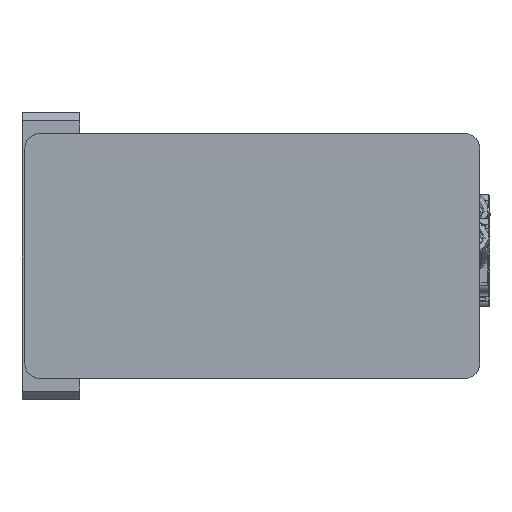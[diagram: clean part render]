
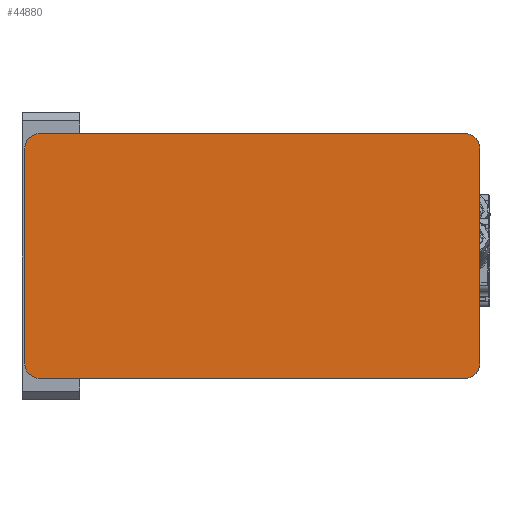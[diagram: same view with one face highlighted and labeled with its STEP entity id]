
A CAD part, front view. The second image highlights one B-rep face of the part: STEP entity #44880.
In plain terms, the highlighted face is planar.
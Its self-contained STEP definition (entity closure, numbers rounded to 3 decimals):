
#622 = CIRCLE ( 'NONE', #39122, 5. ) ;
#1718 = CARTESIAN_POINT ( 'NONE',  ( -42.5, 116., -83. ) ) ;
#1753 = EDGE_CURVE ( 'NONE', #62380, #22059, #65866, .T. ) ;
#2565 = CARTESIAN_POINT ( 'NONE',  ( 42.5, -42., -83. ) ) ;
#7627 = VECTOR ( 'NONE', #13114, 1000. ) ;
#7888 = VERTEX_POINT ( 'NONE', #10689 ) ;
#9174 = CARTESIAN_POINT ( 'NONE',  ( 37.5, 111., -83. ) ) ;
#9620 = CARTESIAN_POINT ( 'NONE',  ( 37.5, -37., -83. ) ) ;
#10689 = CARTESIAN_POINT ( 'NONE',  ( -37.5, 116., -83. ) ) ;
#11232 = DIRECTION ( 'NONE',  ( 0., 0., -1. ) ) ;
#13114 = DIRECTION ( 'NONE',  ( -1., 0., 0. ) ) ;
#14199 = DIRECTION ( 'NONE',  ( -1., 0., 0. ) ) ;
#14544 = EDGE_LOOP ( 'NONE', ( #67267, #71052, #55425, #16868, #52297, #47561, #36507, #36159 ) ) ;
#14573 = DIRECTION ( 'NONE',  ( 0., 0., -1. ) ) ;
#15842 = EDGE_CURVE ( 'NONE', #28720, #7888, #57651, .T. ) ;
#15980 = DIRECTION ( 'NONE',  ( -1., 0., 0. ) ) ;
#16028 = EDGE_CURVE ( 'NONE', #56007, #28720, #65826, .T. ) ;
#16868 = ORIENTED_EDGE ( 'NONE', *, *, #41659, .T. ) ;
#17984 = DIRECTION ( 'NONE',  ( -1., 0., 0. ) ) ;
#18332 = VERTEX_POINT ( 'NONE', #59976 ) ;
#22059 = VERTEX_POINT ( 'NONE', #67357 ) ;
#24859 = DIRECTION ( 'NONE',  ( -1., 0., 0. ) ) ;
#26550 = DIRECTION ( 'NONE',  ( 1., 0., 0. ) ) ;
#28061 = CARTESIAN_POINT ( 'NONE',  ( -42.5, -37., -83. ) ) ;
#28720 = VERTEX_POINT ( 'NONE', #66142 ) ;
#29256 = VECTOR ( 'NONE', #26550, 1000. ) ;
#30323 = LINE ( 'NONE', #1718, #29256 ) ;
#30442 = LINE ( 'NONE', #2565, #7627 ) ;
#33903 = VECTOR ( 'NONE', #48512, 1000. ) ;
#35921 = CARTESIAN_POINT ( 'NONE',  ( 37.5, -42., -83. ) ) ;
#36159 = ORIENTED_EDGE ( 'NONE', *, *, #1753, .T. ) ;
#36482 = PLANE ( 'NONE',  #74480 ) ;
#36507 = ORIENTED_EDGE ( 'NONE', *, *, #69442, .T. ) ;
#38261 = DIRECTION ( 'NONE',  ( 0., 0., -1. ) ) ;
#39122 = AXIS2_PLACEMENT_3D ( 'NONE', #48220, #48981, #24859 ) ;
#39172 = AXIS2_PLACEMENT_3D ( 'NONE', #9620, #38261, #15980 ) ;
#41659 = EDGE_CURVE ( 'NONE', #18332, #56007, #622, .T. ) ;
#42697 = CARTESIAN_POINT ( 'NONE',  ( 42.5, -37., -83. ) ) ;
#43266 = FACE_OUTER_BOUND ( 'NONE', #14544, .T. ) ;
#44880 = ADVANCED_FACE ( 'NONE', ( #43266 ), #36482, .T. ) ;
#46468 = VERTEX_POINT ( 'NONE', #35921 ) ;
#47561 = ORIENTED_EDGE ( 'NONE', *, *, #15842, .T. ) ;
#48220 = CARTESIAN_POINT ( 'NONE',  ( -37.5, -37., -83. ) ) ;
#48512 = DIRECTION ( 'NONE',  ( 0., -1., 0. ) ) ;
#48865 = CARTESIAN_POINT ( 'NONE',  ( -42.5, -42., -83. ) ) ;
#48981 = DIRECTION ( 'NONE',  ( 0., 0., -1. ) ) ;
#49176 = AXIS2_PLACEMENT_3D ( 'NONE', #69619, #11232, #17984 ) ;
#49545 = EDGE_CURVE ( 'NONE', #22059, #58057, #71858, .T. ) ;
#51059 = CARTESIAN_POINT ( 'NONE',  ( 37.5, 116., -83. ) ) ;
#52297 = ORIENTED_EDGE ( 'NONE', *, *, #16028, .T. ) ;
#52417 = CIRCLE ( 'NONE', #39172, 5. ) ;
#55145 = DIRECTION ( 'NONE',  ( -1., 0., 0. ) ) ;
#55425 = ORIENTED_EDGE ( 'NONE', *, *, #67936, .T. ) ;
#55522 = DIRECTION ( 'NONE',  ( 0., 0., -1. ) ) ;
#56007 = VERTEX_POINT ( 'NONE', #28061 ) ;
#57651 = CIRCLE ( 'NONE', #49176, 5. ) ;
#58057 = VERTEX_POINT ( 'NONE', #42697 ) ;
#59976 = CARTESIAN_POINT ( 'NONE',  ( -37.5, -42., -83. ) ) ;
#60180 = DIRECTION ( 'NONE',  ( 0., 1., 0. ) ) ;
#61252 = VECTOR ( 'NONE', #60180, 1000. ) ;
#62380 = VERTEX_POINT ( 'NONE', #51059 ) ;
#65826 = LINE ( 'NONE', #48865, #61252 ) ;
#65853 = CARTESIAN_POINT ( 'NONE',  ( 42.5, 116., -83. ) ) ;
#65866 = CIRCLE ( 'NONE', #73069, 5. ) ;
#66142 = CARTESIAN_POINT ( 'NONE',  ( -42.5, 111., -83. ) ) ;
#66233 = CARTESIAN_POINT ( 'NONE',  ( 0., 0., -83. ) ) ;
#67267 = ORIENTED_EDGE ( 'NONE', *, *, #49545, .T. ) ;
#67357 = CARTESIAN_POINT ( 'NONE',  ( 42.5, 111., -83. ) ) ;
#67936 = EDGE_CURVE ( 'NONE', #46468, #18332, #30442, .T. ) ;
#69442 = EDGE_CURVE ( 'NONE', #7888, #62380, #30323, .T. ) ;
#69619 = CARTESIAN_POINT ( 'NONE',  ( -37.5, 111., -83. ) ) ;
#70657 = EDGE_CURVE ( 'NONE', #58057, #46468, #52417, .T. ) ;
#71052 = ORIENTED_EDGE ( 'NONE', *, *, #70657, .T. ) ;
#71858 = LINE ( 'NONE', #65853, #33903 ) ;
#73069 = AXIS2_PLACEMENT_3D ( 'NONE', #9174, #55522, #55145 ) ;
#74480 = AXIS2_PLACEMENT_3D ( 'NONE', #66233, #14573, #14199 ) ;
